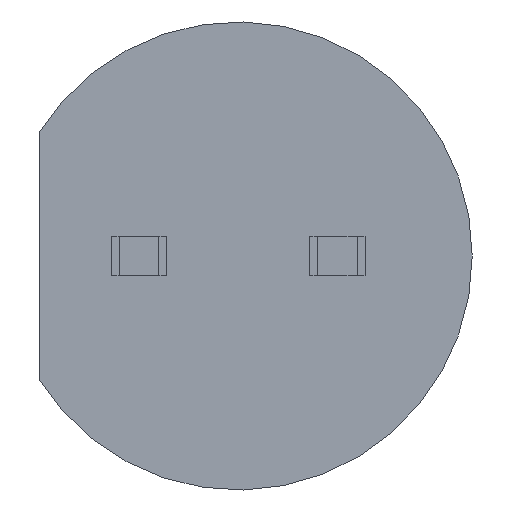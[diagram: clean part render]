
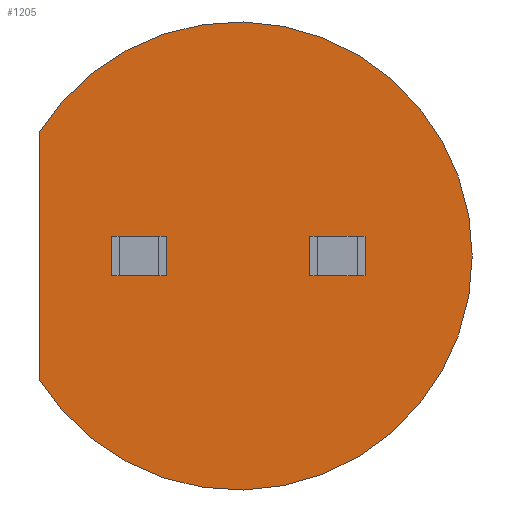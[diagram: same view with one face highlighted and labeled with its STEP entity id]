
A CAD part, front view. The second image highlights one B-rep face of the part: STEP entity #1205.
In plain terms, the highlighted planar face has unit normal (0, -1, 0).
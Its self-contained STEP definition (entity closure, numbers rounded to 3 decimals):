
#122 = DIRECTION ( 'NONE',  ( 0., 0., -1. ) ) ;
#389 = ORIENTED_EDGE ( 'NONE', *, *, #2647, .F. ) ;
#595 = DIRECTION ( 'NONE',  ( -1., 0., 0. ) ) ;
#889 = CIRCLE ( 'NONE', #2298, 1.77 ) ;
#1190 = ORIENTED_EDGE ( 'NONE', *, *, #2753, .T. ) ;
#1205 = ADVANCED_FACE ( 'NONE', ( #3208 ), #2887, .F. ) ;
#1348 = EDGE_LOOP ( 'NONE', ( #1190, #389 ) ) ;
#1365 = VECTOR ( 'NONE', #122, 1000. ) ;
#1665 = CARTESIAN_POINT ( 'NONE',  ( -1.5, 0., 0.94 ) ) ;
#1694 = CARTESIAN_POINT ( 'NONE',  ( -1.5, 0., -1.243 ) ) ;
#1902 = CARTESIAN_POINT ( 'NONE',  ( 0., 0., 0. ) ) ;
#2169 = DIRECTION ( 'NONE',  ( 0., 1., 0. ) ) ;
#2223 = VERTEX_POINT ( 'NONE', #1665 ) ;
#2298 = AXIS2_PLACEMENT_3D ( 'NONE', #1902, #2169, #595 ) ;
#2647 = EDGE_CURVE ( 'NONE', #2223, #3158, #889, .T. ) ;
#2753 = EDGE_CURVE ( 'NONE', #2223, #3158, #3285, .T. ) ;
#2858 = AXIS2_PLACEMENT_3D ( 'NONE', #3071, #3083, #3138 ) ;
#2887 = PLANE ( 'NONE',  #2858 ) ;
#3071 = CARTESIAN_POINT ( 'NONE',  ( 1.77, 0., 0. ) ) ;
#3083 = DIRECTION ( 'NONE',  ( 0., 1., 0. ) ) ;
#3138 = DIRECTION ( 'NONE',  ( -1., 0., 0. ) ) ;
#3151 = CARTESIAN_POINT ( 'NONE',  ( -1.5, 0., -0.94 ) ) ;
#3158 = VERTEX_POINT ( 'NONE', #3151 ) ;
#3208 = FACE_OUTER_BOUND ( 'NONE', #1348, .T. ) ;
#3285 = LINE ( 'NONE', #1694, #1365 ) ;
